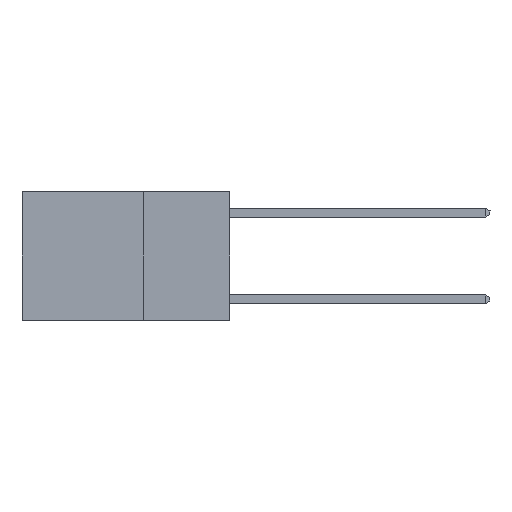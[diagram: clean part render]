
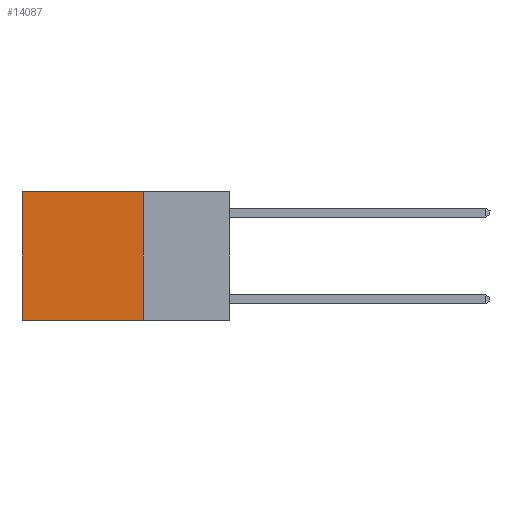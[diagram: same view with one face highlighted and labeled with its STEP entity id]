
A CAD part, left-side view. The second image highlights one B-rep face of the part: STEP entity #14087.
In plain terms, the highlighted planar face has unit normal (-1, 0, 0).
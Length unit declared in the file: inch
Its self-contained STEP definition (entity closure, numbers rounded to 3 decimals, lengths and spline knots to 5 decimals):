
#406 = DIRECTION ( 'NONE',  ( 0., 1., 0. ) ) ;
#1201 = VERTEX_POINT ( 'NONE', #15342 ) ;
#1254 = VECTOR ( 'NONE', #406, 39.37008 ) ;
#1440 = VECTOR ( 'NONE', #2784, 39.37008 ) ;
#1662 = CARTESIAN_POINT ( 'NONE',  ( 0.2625, 0.25, 0. ) ) ;
#1788 = EDGE_CURVE ( 'NONE', #10181, #14010, #5172, .T. ) ;
#2784 = DIRECTION ( 'NONE',  ( 0., 0., -1. ) ) ;
#3355 = ORIENTED_EDGE ( 'NONE', *, *, #8034, .T. ) ;
#4167 = CARTESIAN_POINT ( 'NONE',  ( 0.2625, 0.25, 0. ) ) ;
#4717 = CARTESIAN_POINT ( 'NONE',  ( 0.2625, 0.25, 0. ) ) ;
#4834 = ORIENTED_EDGE ( 'NONE', *, *, #9662, .T. ) ;
#5172 = LINE ( 'NONE', #4167, #1440 ) ;
#5380 = LINE ( 'NONE', #4717, #12218 ) ;
#5864 = PLANE ( 'NONE',  #16121 ) ;
#5923 = ORIENTED_EDGE ( 'NONE', *, *, #1788, .F. ) ;
#6615 = CARTESIAN_POINT ( 'NONE',  ( 0.2625, 0.25, 0. ) ) ;
#6937 = CARTESIAN_POINT ( 'NONE',  ( 0.2625, 0.6, 0. ) ) ;
#7259 = DIRECTION ( 'NONE',  ( 0., 0., -1. ) ) ;
#8034 = EDGE_CURVE ( 'NONE', #10181, #9400, #5380, .T. ) ;
#8675 = LINE ( 'NONE', #16851, #1254 ) ;
#9400 = VERTEX_POINT ( 'NONE', #15972 ) ;
#9662 = EDGE_CURVE ( 'NONE', #9400, #1201, #15139, .T. ) ;
#10181 = VERTEX_POINT ( 'NONE', #6615 ) ;
#11115 = CARTESIAN_POINT ( 'NONE',  ( 0.2625, 0.25, -0.37 ) ) ;
#11841 = ORIENTED_EDGE ( 'NONE', *, *, #15471, .F. ) ;
#12218 = VECTOR ( 'NONE', #15664, 39.37008 ) ;
#13184 = FACE_OUTER_BOUND ( 'NONE', #17231, .T. ) ;
#14010 = VERTEX_POINT ( 'NONE', #11115 ) ;
#14087 = ADVANCED_FACE ( 'NONE', ( #13184 ), #5864, .F. ) ;
#14738 = VECTOR ( 'NONE', #17740, 39.37008 ) ;
#15139 = LINE ( 'NONE', #6937, #14738 ) ;
#15342 = CARTESIAN_POINT ( 'NONE',  ( 0.2625, 0.6, -0.37 ) ) ;
#15399 = DIRECTION ( 'NONE',  ( 1., 0., 0. ) ) ;
#15471 = EDGE_CURVE ( 'NONE', #14010, #1201, #8675, .T. ) ;
#15664 = DIRECTION ( 'NONE',  ( 0., 1., 0. ) ) ;
#15972 = CARTESIAN_POINT ( 'NONE',  ( 0.2625, 0.6, 0. ) ) ;
#16121 = AXIS2_PLACEMENT_3D ( 'NONE', #1662, #15399, #7259 ) ;
#16851 = CARTESIAN_POINT ( 'NONE',  ( 0.2625, 0.25, -0.37 ) ) ;
#17231 = EDGE_LOOP ( 'NONE', ( #4834, #11841, #5923, #3355 ) ) ;
#17740 = DIRECTION ( 'NONE',  ( 0., 0., -1. ) ) ;
